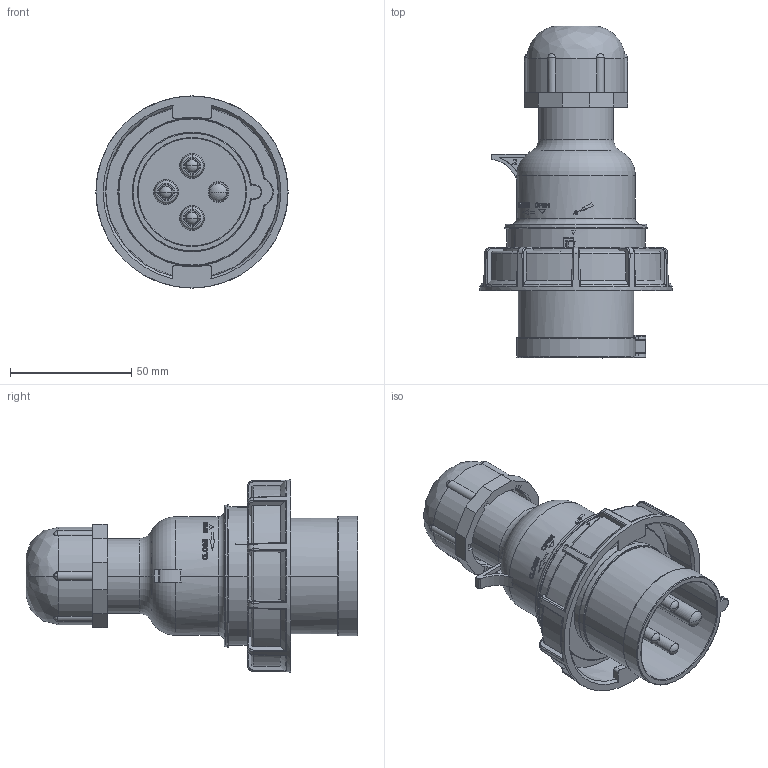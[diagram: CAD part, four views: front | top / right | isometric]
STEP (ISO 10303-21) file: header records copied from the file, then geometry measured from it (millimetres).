
FILE_DESCRIPTION(/* description */ (''),/* implementation_level */ '2;1');
FILE_NAME(/* name */ '0142.stp',/* time_stamp */ '2025-01-04T16:10:04+08:00',/* author */ (''),/* organization */ (''),/* preprocessor_version */ 'ST-DEVELOPER v16.7',/* originating_system */ 'SIEMENS PLM Software NX 12.0',/* authorisation */ '');
FILE_SCHEMA (('AP203_CONFIGURATION_CONTROLLED_3D_DESIGN_OF_MECHANICAL_PARTS_AND_ASSEMBLIES_MIM_LF { 1 0 10303 403 2 1 2}'));
Products named in the file (1): Admi1FA08C66jvm0
Bounding box: 79.2 x 136.82 x 79.2 mm (x, y, z)
Volume: 92296.4 mm3; surface area: 93066.6 mm2
Topology: 12 solids, 12 shells, 1484 faces, 3982 edges, 2545 vertices
Faces by surface type: plane 498, bspline 373, cylinder 265, cone 229, torus 111, sphere 8
Entity records: 62894 total; most frequent: CARTESIAN_POINT 28410, ORIENTED_EDGE 7906, DIRECTION 6068, EDGE_CURVE 3953, VERTEX_POINT 2545, AXIS2_PLACEMENT_3D 2263, EDGE_LOOP 1572, LINE 1542
